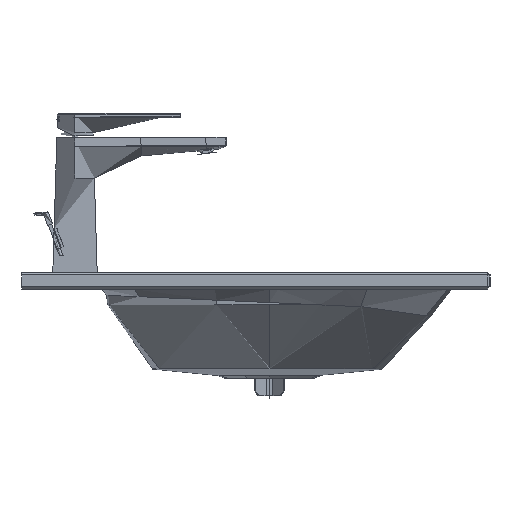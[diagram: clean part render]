
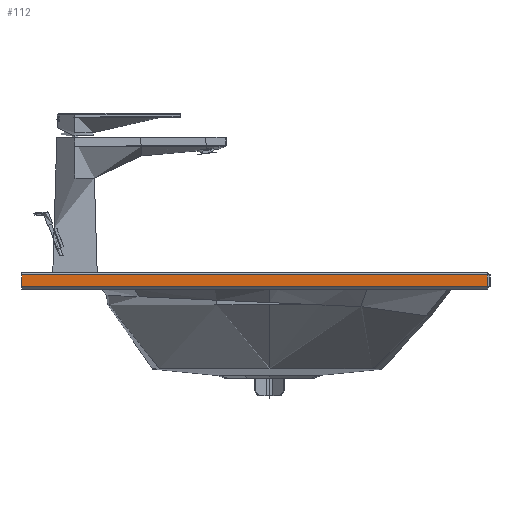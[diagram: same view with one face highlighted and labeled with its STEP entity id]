
A CAD part, left-side view. The second image highlights one B-rep face of the part: STEP entity #112.
In plain terms, the highlighted planar face has unit normal (-1, 0, 0).
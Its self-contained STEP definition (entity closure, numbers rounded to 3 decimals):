
#112=ADVANCED_FACE('',(#408),#4956,.T.);
#408=FACE_OUTER_BOUND('',#704,.T.);
#704=EDGE_LOOP('',(#1187,#1188,#1189,#1190));
#1187=ORIENTED_EDGE('',*,*,#2695,.F.);
#1188=ORIENTED_EDGE('',*,*,#2696,.F.);
#1189=ORIENTED_EDGE('',*,*,#2697,.F.);
#1190=ORIENTED_EDGE('',*,*,#2694,.F.);
#2694=EDGE_CURVE('',#4500,#4501,#3594,.T.);
#2695=EDGE_CURVE('',#4502,#4500,#3595,.T.);
#2696=EDGE_CURVE('',#4503,#4502,#3596,.T.);
#2697=EDGE_CURVE('',#4501,#4503,#3597,.T.);
#3594=B_SPLINE_CURVE_WITH_KNOTS('',1,(#114426,#114427),.UNSPECIFIED.,.F.,
 .F.,(2,2),(-12.,0.),.UNSPECIFIED.);
#3595=B_SPLINE_CURVE_WITH_KNOTS('',1,(#114428,#114429),.UNSPECIFIED.,.F.,
 .F.,(2,2),(-482.,0.),.UNSPECIFIED.);
#3596=B_SPLINE_CURVE_WITH_KNOTS('',1,(#114430,#114431),.UNSPECIFIED.,.F.,
 .F.,(2,2),(-12.,0.),.UNSPECIFIED.);
#3597=B_SPLINE_CURVE_WITH_KNOTS('',1,(#114432,#114433),.UNSPECIFIED.,.F.,
 .F.,(2,2),(-482.,0.),.UNSPECIFIED.);
#4500=VERTEX_POINT('',#110725);
#4501=VERTEX_POINT('',#110726);
#4502=VERTEX_POINT('',#110727);
#4503=VERTEX_POINT('',#110728);
#4956=PLANE('',#5272);
#5272=AXIS2_PLACEMENT_3D('',#52881,#5332,$);
#5332=DIRECTION('',(-1.,0.,0.));
#52881=CARTESIAN_POINT('',(-309.987,290.701,38.726));
#110725=CARTESIAN_POINT('',(-309.987,242.5,39.928));
#110726=CARTESIAN_POINT('',(-309.987,242.5,51.928));
#110727=CARTESIAN_POINT('',(-309.987,-239.5,39.928));
#110728=CARTESIAN_POINT('',(-309.987,-239.5,51.928));
#114426=CARTESIAN_POINT('',(-309.987,242.5,39.928));
#114427=CARTESIAN_POINT('',(-309.987,242.5,51.928));
#114428=CARTESIAN_POINT('',(-309.987,-239.5,39.928));
#114429=CARTESIAN_POINT('',(-309.987,242.5,39.928));
#114430=CARTESIAN_POINT('',(-309.987,-239.5,51.928));
#114431=CARTESIAN_POINT('',(-309.987,-239.5,39.928));
#114432=CARTESIAN_POINT('',(-309.987,242.5,51.928));
#114433=CARTESIAN_POINT('',(-309.987,-239.5,51.928));
